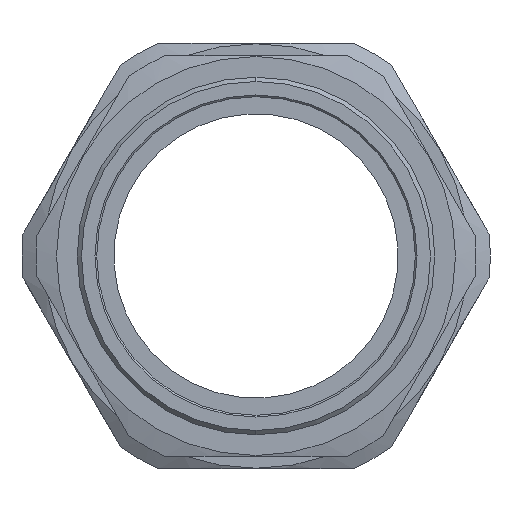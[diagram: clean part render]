
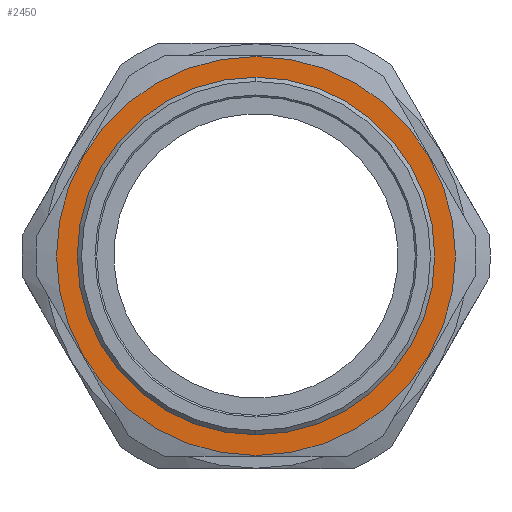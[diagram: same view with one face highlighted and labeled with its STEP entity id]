
A CAD part, left-side view. The second image highlights one B-rep face of the part: STEP entity #2450.
In plain terms, the highlighted planar face has unit normal (-1, 0, 0).
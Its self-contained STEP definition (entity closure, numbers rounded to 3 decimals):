
#386 = EDGE_CURVE ( 'NONE', #4047, #2112, #2640, .T. ) ;
#554 = AXIS2_PLACEMENT_3D ( 'NONE', #3032, #3017, #3323 ) ;
#658 = FACE_OUTER_BOUND ( 'NONE', #3181, .T. ) ;
#767 = CARTESIAN_POINT ( 'NONE',  ( 15., 0., -35.15 ) ) ;
#935 = VERTEX_POINT ( 'NONE', #2982 ) ;
#1068 = PLANE ( 'NONE',  #1086 ) ;
#1086 = AXIS2_PLACEMENT_3D ( 'NONE', #1721, #3764, #2439 ) ;
#1102 = CARTESIAN_POINT ( 'NONE',  ( 15., 0., 31.5 ) ) ;
#1119 = DIRECTION ( 'NONE',  ( 0., 0., -1. ) ) ;
#1189 = CIRCLE ( 'NONE', #1768, 35.15 ) ;
#1298 = FACE_BOUND ( 'NONE', #1362, .T. ) ;
#1362 = EDGE_LOOP ( 'NONE', ( #2124, #3482 ) ) ;
#1389 = CARTESIAN_POINT ( 'NONE',  ( 15., 0., 0. ) ) ;
#1721 = CARTESIAN_POINT ( 'NONE',  ( 15., 0., -39.275 ) ) ;
#1750 = DIRECTION ( 'NONE',  ( 0., 0., -1. ) ) ;
#1768 = AXIS2_PLACEMENT_3D ( 'NONE', #1389, #3745, #1750 ) ;
#1795 = DIRECTION ( 'NONE',  ( 0., 0., 1. ) ) ;
#1808 = ORIENTED_EDGE ( 'NONE', *, *, #2836, .F. ) ;
#1811 = ORIENTED_EDGE ( 'NONE', *, *, #2462, .F. ) ;
#1905 = CARTESIAN_POINT ( 'NONE',  ( 15., 0., 0. ) ) ;
#2112 = VERTEX_POINT ( 'NONE', #2966 ) ;
#2124 = ORIENTED_EDGE ( 'NONE', *, *, #3233, .F. ) ;
#2439 = DIRECTION ( 'NONE',  ( 0., 0., -1. ) ) ;
#2450 = ADVANCED_FACE ( 'NONE', ( #658, #1298 ), #1068, .F. ) ;
#2462 = EDGE_CURVE ( 'NONE', #935, #3177, #2536, .T. ) ;
#2536 = CIRCLE ( 'NONE', #3582, 35.15 ) ;
#2640 = CIRCLE ( 'NONE', #3653, 31.5 ) ;
#2810 = CARTESIAN_POINT ( 'NONE',  ( 15., 0., 0. ) ) ;
#2836 = EDGE_CURVE ( 'NONE', #3177, #935, #1189, .T. ) ;
#2966 = CARTESIAN_POINT ( 'NONE',  ( 15., 0., -31.5 ) ) ;
#2982 = CARTESIAN_POINT ( 'NONE',  ( 15., 0., 35.15 ) ) ;
#3017 = DIRECTION ( 'NONE',  ( -1., 0., 0. ) ) ;
#3032 = CARTESIAN_POINT ( 'NONE',  ( 15., 0., 0. ) ) ;
#3177 = VERTEX_POINT ( 'NONE', #767 ) ;
#3181 = EDGE_LOOP ( 'NONE', ( #1808, #1811 ) ) ;
#3233 = EDGE_CURVE ( 'NONE', #2112, #4047, #3397, .T. ) ;
#3249 = DIRECTION ( 'NONE',  ( 1., 0., 0. ) ) ;
#3323 = DIRECTION ( 'NONE',  ( 0., 0., 1. ) ) ;
#3397 = CIRCLE ( 'NONE', #554, 31.5 ) ;
#3482 = ORIENTED_EDGE ( 'NONE', *, *, #386, .F. ) ;
#3582 = AXIS2_PLACEMENT_3D ( 'NONE', #1905, #3249, #1119 ) ;
#3653 = AXIS2_PLACEMENT_3D ( 'NONE', #2810, #3744, #1795 ) ;
#3744 = DIRECTION ( 'NONE',  ( -1., 0., 0. ) ) ;
#3745 = DIRECTION ( 'NONE',  ( 1., 0., 0. ) ) ;
#3764 = DIRECTION ( 'NONE',  ( 1., 0., 0. ) ) ;
#4047 = VERTEX_POINT ( 'NONE', #1102 ) ;
